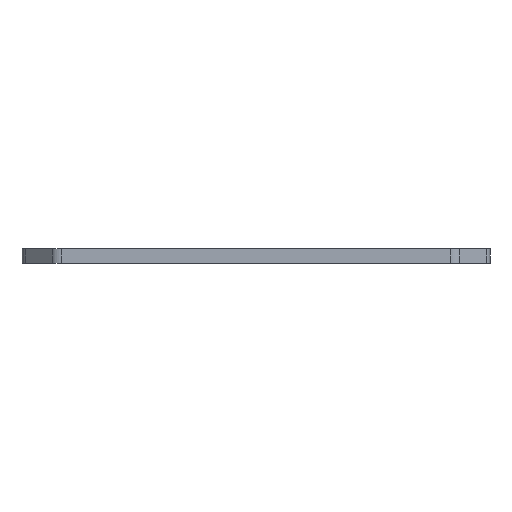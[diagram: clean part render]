
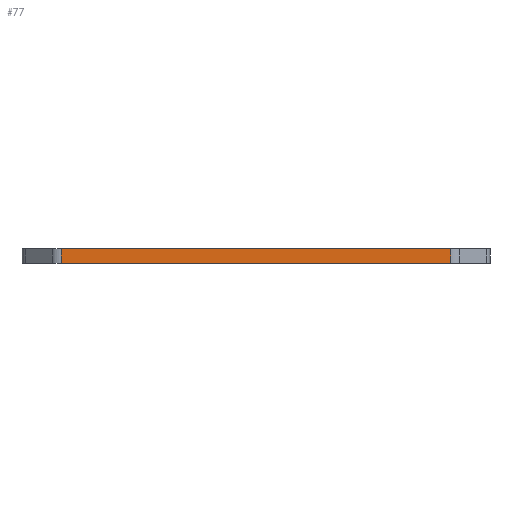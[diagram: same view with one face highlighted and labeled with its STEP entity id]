
A CAD part, left-side view. The second image highlights one B-rep face of the part: STEP entity #77.
In plain terms, the highlighted planar face has unit normal (-1, 0, 0).
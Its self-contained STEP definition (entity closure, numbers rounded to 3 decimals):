
#77 = ADVANCED_FACE( '', ( #140 ), #141, .F. );
#140 = FACE_OUTER_BOUND( '', #362, .T. );
#141 = PLANE( '', #363 );
#362 = EDGE_LOOP( '', ( #594, #595, #596, #597 ) );
#363 = AXIS2_PLACEMENT_3D( '', #598, #599, #600 );
#594 = ORIENTED_EDGE( '', *, *, #1047, .T. );
#595 = ORIENTED_EDGE( '', *, *, #1048, .F. );
#596 = ORIENTED_EDGE( '', *, *, #1049, .F. );
#597 = ORIENTED_EDGE( '', *, *, #1050, .T. );
#598 = CARTESIAN_POINT( '', ( 55.128, -44.456, 12. ) );
#599 = DIRECTION( '', ( 1., 0., 0. ) );
#600 = DIRECTION( '', ( 0., 1., 0. ) );
#1047 = EDGE_CURVE( '', #1193, #1194, #1195, .T. );
#1048 = EDGE_CURVE( '', #1196, #1194, #1197, .T. );
#1049 = EDGE_CURVE( '', #1198, #1196, #1199, .T. );
#1050 = EDGE_CURVE( '', #1198, #1193, #1200, .T. );
#1193 = VERTEX_POINT( '', #1454 );
#1194 = VERTEX_POINT( '', #1455 );
#1195 = LINE( '', #1456, #1457 );
#1196 = VERTEX_POINT( '', #1458 );
#1197 = LINE( '', #1459, #1460 );
#1198 = VERTEX_POINT( '', #1461 );
#1199 = LINE( '', #1462, #1463 );
#1200 = LINE( '', #1464, #1465 );
#1454 = CARTESIAN_POINT( '', ( 55.128, -44.456, 0. ) );
#1455 = CARTESIAN_POINT( '', ( 55.128, -375.544, 0. ) );
#1456 = CARTESIAN_POINT( '', ( 55.128, -44.456, 0. ) );
#1457 = VECTOR( '', #1751, 1000. );
#1458 = CARTESIAN_POINT( '', ( 55.128, -375.544, 12. ) );
#1459 = CARTESIAN_POINT( '', ( 55.128, -375.544, 12. ) );
#1460 = VECTOR( '', #1752, 1000. );
#1461 = CARTESIAN_POINT( '', ( 55.128, -44.456, 12. ) );
#1462 = CARTESIAN_POINT( '', ( 55.128, -44.456, 12. ) );
#1463 = VECTOR( '', #1753, 1000. );
#1464 = CARTESIAN_POINT( '', ( 55.128, -44.456, 12. ) );
#1465 = VECTOR( '', #1754, 1000. );
#1751 = DIRECTION( '', ( 0., -1., 0. ) );
#1752 = DIRECTION( '', ( 0., 0., -1. ) );
#1753 = DIRECTION( '', ( 0., -1., 0. ) );
#1754 = DIRECTION( '', ( 0., 0., -1. ) );
